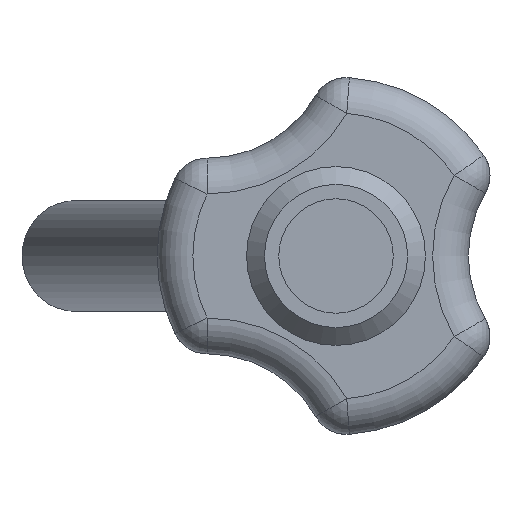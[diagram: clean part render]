
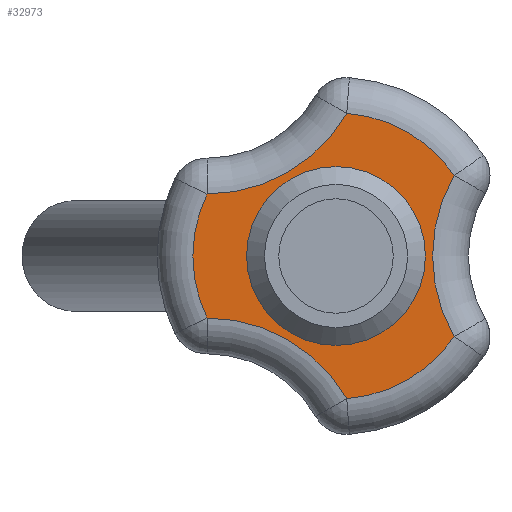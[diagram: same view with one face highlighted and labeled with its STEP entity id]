
A CAD part, left-side view. The second image highlights one B-rep face of the part: STEP entity #32973.
In plain terms, the highlighted planar face has unit normal (-1, 0, 0).
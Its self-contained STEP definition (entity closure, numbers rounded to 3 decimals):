
#229 = FACE_BOUND ( 'NONE', #35406, .T. ) ;
#262 = CARTESIAN_POINT ( 'NONE',  ( -75., 25., 0. ) ) ;
#567 = ORIENTED_EDGE ( 'NONE', *, *, #38092, .T. ) ;
#767 = DIRECTION ( 'NONE',  ( 1., 0., 0. ) ) ;
#1223 = FACE_OUTER_BOUND ( 'NONE', #15248, .T. ) ;
#1365 = CARTESIAN_POINT ( 'NONE',  ( -75., 50., 0. ) ) ;
#3705 = CARTESIAN_POINT ( 'NONE',  ( -75., 0., 0. ) ) ;
#4589 = DIRECTION ( 'NONE',  ( 0., -1., 0. ) ) ;
#4986 = DIRECTION ( 'NONE',  ( -1., 0., 0. ) ) ;
#5474 = AXIS2_PLACEMENT_3D ( 'NONE', #19742, #767, #22936 ) ;
#5692 = CARTESIAN_POINT ( 'NONE',  ( -75., -33.049, -22.534 ) ) ;
#5898 = CIRCLE ( 'NONE', #26250, 25. ) ;
#6845 = DIRECTION ( 'NONE',  ( 0., -1., 0. ) ) ;
#7660 = CIRCLE ( 'NONE', #5474, 45. ) ;
#7716 = CIRCLE ( 'NONE', #18441, 45. ) ;
#8725 = VERTEX_POINT ( 'NONE', #34401 ) ;
#9415 = CARTESIAN_POINT ( 'NONE',  ( -75., 0., 0. ) ) ;
#9801 = VERTEX_POINT ( 'NONE', #22756 ) ;
#12607 = DIRECTION ( 'NONE',  ( 0., 1., 0. ) ) ;
#13190 = ORIENTED_EDGE ( 'NONE', *, *, #36062, .T. ) ;
#13984 = DIRECTION ( 'NONE',  ( -1., 0., 0. ) ) ;
#14468 = AXIS2_PLACEMENT_3D ( 'NONE', #36931, #17844, #40118 ) ;
#15127 = EDGE_CURVE ( 'NONE', #26296, #18239, #17516, .T. ) ;
#15236 = EDGE_CURVE ( 'NONE', #9801, #8725, #39409, .T. ) ;
#15248 = EDGE_LOOP ( 'NONE', ( #30272, #567, #31028, #31945, #13190, #33157 ) ) ;
#15257 = AXIS2_PLACEMENT_3D ( 'NONE', #32989, #13984, #36230 ) ;
#16192 = CARTESIAN_POINT ( 'NONE',  ( -75., 36.039, 17.354 ) ) ;
#16387 = CARTESIAN_POINT ( 'NONE',  ( -75., -33.049, 22.534 ) ) ;
#16818 = VERTEX_POINT ( 'NONE', #5692 ) ;
#17150 = PLANE ( 'NONE',  #18913 ) ;
#17167 = ORIENTED_EDGE ( 'NONE', *, *, #36735, .T. ) ;
#17516 = CIRCLE ( 'NONE', #15257, 40. ) ;
#17620 = CIRCLE ( 'NONE', #28305, 40. ) ;
#17844 = DIRECTION ( 'NONE',  ( 1., 0., 0. ) ) ;
#18001 = CARTESIAN_POINT ( 'NONE',  ( -75., 36., 62.354 ) ) ;
#18063 = CARTESIAN_POINT ( 'NONE',  ( -75., -2.991, 39.888 ) ) ;
#18239 = VERTEX_POINT ( 'NONE', #18063 ) ;
#18441 = AXIS2_PLACEMENT_3D ( 'NONE', #18001, #40267, #21184 ) ;
#18913 = AXIS2_PLACEMENT_3D ( 'NONE', #1365, #23528, #4589 ) ;
#19742 = CARTESIAN_POINT ( 'NONE',  ( -75., -72., 0. ) ) ;
#19827 = EDGE_CURVE ( 'NONE', #16818, #26296, #7660, .T. ) ;
#21184 = DIRECTION ( 'NONE',  ( 0., -1., 0. ) ) ;
#21850 = EDGE_CURVE ( 'NONE', #28795, #9801, #17620, .T. ) ;
#22756 = CARTESIAN_POINT ( 'NONE',  ( -75., 36.039, -17.354 ) ) ;
#22936 = DIRECTION ( 'NONE',  ( 0., -1., 0. ) ) ;
#23528 = DIRECTION ( 'NONE',  ( -1., 0., 0. ) ) ;
#23920 = CARTESIAN_POINT ( 'NONE',  ( -75., 0., 0. ) ) ;
#25824 = DIRECTION ( 'NONE',  ( -1., 0., 0. ) ) ;
#26250 = AXIS2_PLACEMENT_3D ( 'NONE', #9415, #31631, #12607 ) ;
#26296 = VERTEX_POINT ( 'NONE', #16387 ) ;
#27137 = DIRECTION ( 'NONE',  ( 0., -1., 0. ) ) ;
#28305 = AXIS2_PLACEMENT_3D ( 'NONE', #23920, #4986, #27137 ) ;
#28795 = VERTEX_POINT ( 'NONE', #16192 ) ;
#30166 = VERTEX_POINT ( 'NONE', #262 ) ;
#30272 = ORIENTED_EDGE ( 'NONE', *, *, #15127, .T. ) ;
#31028 = ORIENTED_EDGE ( 'NONE', *, *, #21850, .T. ) ;
#31631 = DIRECTION ( 'NONE',  ( 1., 0., 0. ) ) ;
#31945 = ORIENTED_EDGE ( 'NONE', *, *, #15236, .T. ) ;
#32973 = ADVANCED_FACE ( 'NONE', ( #1223, #229 ), #17150, .T. ) ;
#32989 = CARTESIAN_POINT ( 'NONE',  ( -75., 0., 0. ) ) ;
#33157 = ORIENTED_EDGE ( 'NONE', *, *, #19827, .T. ) ;
#34401 = CARTESIAN_POINT ( 'NONE',  ( -75., -2.991, -39.888 ) ) ;
#35406 = EDGE_LOOP ( 'NONE', ( #17167 ) ) ;
#35864 = AXIS2_PLACEMENT_3D ( 'NONE', #3705, #25824, #6845 ) ;
#36062 = EDGE_CURVE ( 'NONE', #8725, #16818, #39251, .T. ) ;
#36230 = DIRECTION ( 'NONE',  ( 0., -1., 0. ) ) ;
#36735 = EDGE_CURVE ( 'NONE', #30166, #30166, #5898, .T. ) ;
#36931 = CARTESIAN_POINT ( 'NONE',  ( -75., 36., -62.354 ) ) ;
#38092 = EDGE_CURVE ( 'NONE', #18239, #28795, #7716, .T. ) ;
#39251 = CIRCLE ( 'NONE', #35864, 40. ) ;
#39409 = CIRCLE ( 'NONE', #14468, 45. ) ;
#40118 = DIRECTION ( 'NONE',  ( 0., -1., 0. ) ) ;
#40267 = DIRECTION ( 'NONE',  ( 1., 0., 0. ) ) ;
